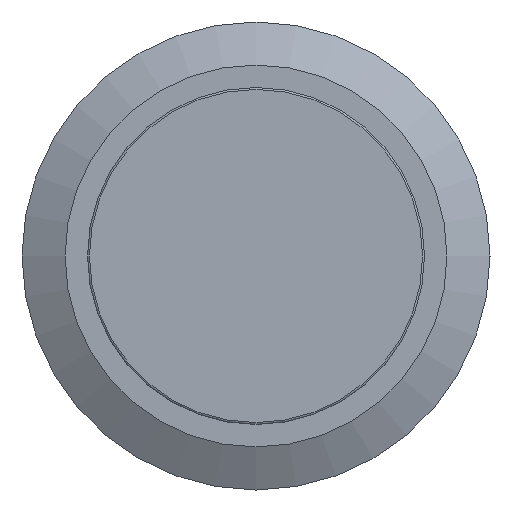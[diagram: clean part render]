
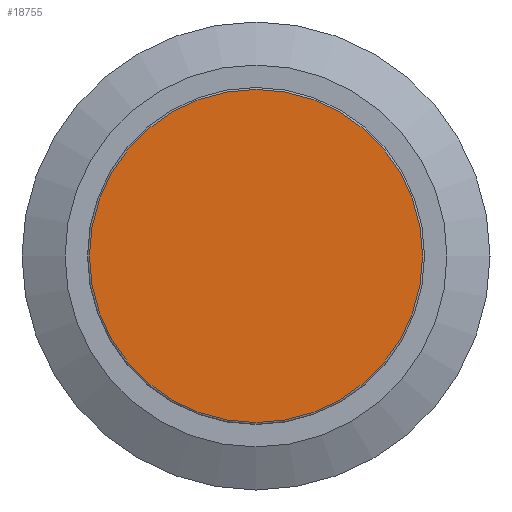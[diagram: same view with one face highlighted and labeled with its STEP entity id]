
A CAD part, left-side view. The second image highlights one B-rep face of the part: STEP entity #18755.
In plain terms, the highlighted planar face has unit normal (-1, 0, 0).
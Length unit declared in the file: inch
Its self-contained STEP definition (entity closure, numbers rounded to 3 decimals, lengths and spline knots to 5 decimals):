
#978=PLANE('',#20562);
#1969=FACE_OUTER_BOUND('',#3061,.T.);
#3061=EDGE_LOOP('',(#17171));
#7393=CIRCLE('',#20561,0.35039);
#9116=VERTEX_POINT('',#40274);
#11823=EDGE_CURVE('',#9116,#9116,#7393,.T.);
#17171=ORIENTED_EDGE('',*,*,#11823,.F.);
#18755=ADVANCED_FACE('',(#1969),#978,.T.);
#20561=AXIS2_PLACEMENT_3D('',#40276,#25727,#25728);
#20562=AXIS2_PLACEMENT_3D('',#40277,#25729,#25730);
#25727=DIRECTION('center_axis',(1.,0.,0.));
#25728=DIRECTION('ref_axis',(0.,0.,1.));
#25729=DIRECTION('center_axis',(-1.,0.,0.));
#25730=DIRECTION('ref_axis',(0.,0.,-1.));
#40274=CARTESIAN_POINT('',(-0.07874,0.,-0.35039));
#40276=CARTESIAN_POINT('Origin',(-0.07874,0.,0.));
#40277=CARTESIAN_POINT('Origin',(-0.07874,0.,0.));
